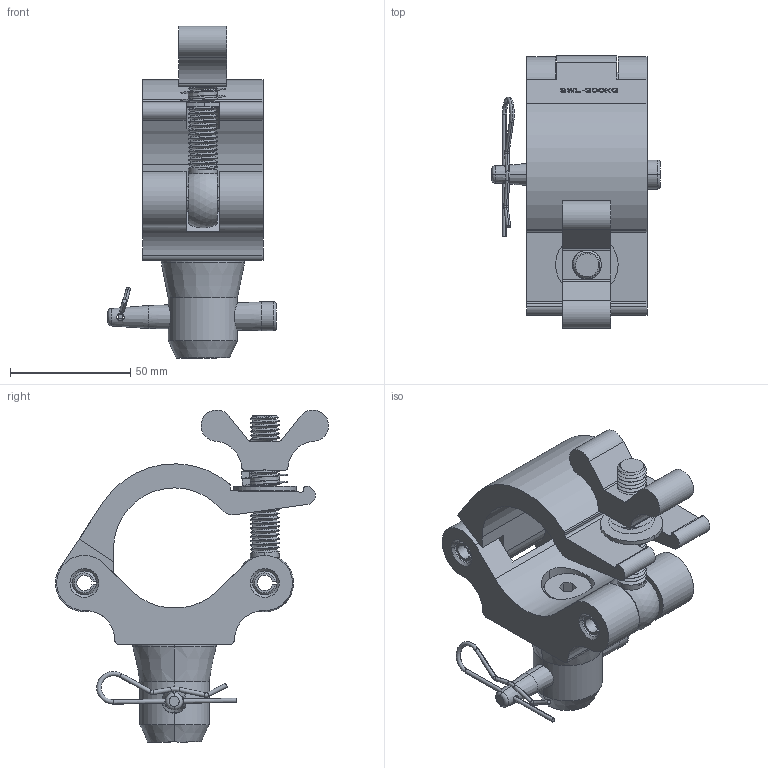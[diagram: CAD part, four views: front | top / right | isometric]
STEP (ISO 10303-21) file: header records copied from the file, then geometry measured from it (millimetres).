
FILE_DESCRIPTION(/* description */ (''),/* implementation_level */ '2;1');
FILE_NAME(/* name */ 'EVT50C-BCC.step',/* time_stamp */ '2024-01-24T14:50:53-08:00',/* author */ (''),/* organization */ (''),/* preprocessor_version */ 'ST-DEVELOPER v20',/* originating_system */ 'Autodesk Translation Framework v12.14.0.127',/* authorisation */ '');
FILE_SCHEMA (('AUTOMOTIVE_DESIGN { 1 0 10303 214 3 1 1 }'));
Length unit declared in the file: millimetre
Products named in the file (1): EVT50C-BCC
Bounding box: 70.03 x 113.48 x 138.01 mm (x, y, z)
Volume: 192074.5 mm3; surface area: 63399.6 mm2
Topology: 12 solids, 12 shells, 593 faces, 1592 edges, 1032 vertices
Faces by surface type: plane 357, cylinder 144, cone 54, bspline 24, torus 12, sphere 2
Entity records: 24488 total; most frequent: CARTESIAN_POINT 9847, ORIENTED_EDGE 3180, DIRECTION 2765, EDGE_CURVE 1590, LINE 1167, VECTOR 1167, VERTEX_POINT 1032, AXIS2_PLACEMENT_3D 799
